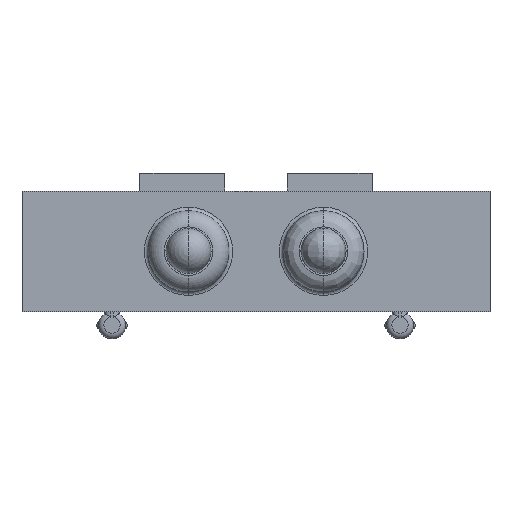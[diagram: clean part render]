
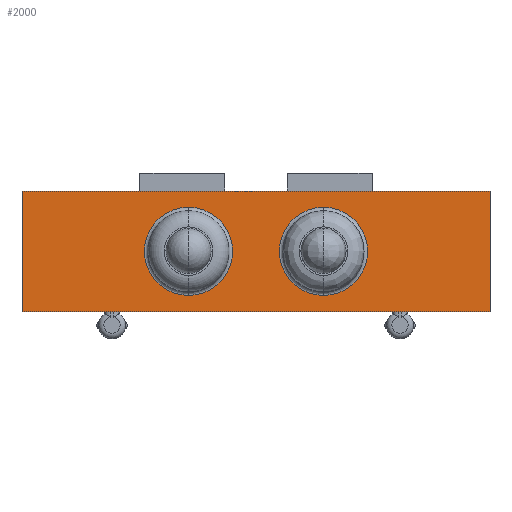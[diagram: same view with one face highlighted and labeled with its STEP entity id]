
A CAD part, top view. The second image highlights one B-rep face of the part: STEP entity #2000.
In plain terms, the highlighted planar face has unit normal (0, 0, 1).
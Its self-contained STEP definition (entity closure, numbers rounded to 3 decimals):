
#1317=CARTESIAN_POINT('',(-3.75,-2.449,7.2));
#1318=VERTEX_POINT('',#1317);
#1326=CARTESIAN_POINT('',(-3.75,2.449,7.2));
#1327=VERTEX_POINT('',#1326);
#1328=CARTESIAN_POINT('',(-3.75,0.,7.2));
#1329=DIRECTION('',(0.0,0.0,1.0));
#1330=DIRECTION('',(1.0,0.0,0.0));
#1331=AXIS2_PLACEMENT_3D('',#1328,#1329,#1330);
#1332=CIRCLE('',#1331,2.449);
#1333=EDGE_CURVE('',#1318,#1327,#1332,.T.);
#1718=CARTESIAN_POINT('',(3.75,-2.449,7.2));
#1719=VERTEX_POINT('',#1718);
#1727=CARTESIAN_POINT('',(3.75,2.449,7.2));
#1728=VERTEX_POINT('',#1727);
#1729=CARTESIAN_POINT('',(3.75,0.,7.2));
#1730=DIRECTION('',(0.0,0.0,-1.0));
#1731=DIRECTION('',(1.0,0.0,0.0));
#1732=AXIS2_PLACEMENT_3D('',#1729,#1730,#1731);
#1733=CIRCLE('',#1732,2.449);
#1734=EDGE_CURVE('',#1728,#1719,#1733,.T.);
#1809=CARTESIAN_POINT('',(1.301,0.,7.2));
#1810=VERTEX_POINT('',#1809);
#1811=CARTESIAN_POINT('',(3.75,0.,7.2));
#1812=DIRECTION('',(0.0,0.0,-1.0));
#1813=DIRECTION('',(1.0,0.0,0.0));
#1814=AXIS2_PLACEMENT_3D('',#1811,#1812,#1813);
#1815=CIRCLE('',#1814,2.449);
#1816=EDGE_CURVE('',#1810,#1728,#1815,.T.);
#1818=CARTESIAN_POINT('',(3.75,0.,7.2));
#1819=DIRECTION('',(0.0,0.0,-1.0));
#1820=DIRECTION('',(1.0,0.0,0.0));
#1821=AXIS2_PLACEMENT_3D('',#1818,#1819,#1820);
#1822=CIRCLE('',#1821,2.449);
#1823=EDGE_CURVE('',#1719,#1810,#1822,.T.);
#1937=CARTESIAN_POINT('',(0.,0.0,7.2));
#1938=DIRECTION('',(0.0,0.0,1.0));
#1939=DIRECTION('',(1.0,0.0,0.0));
#1940=AXIS2_PLACEMENT_3D('',#1937,#1938,#1939);
#1941=PLANE('',#1940);
#1942=CARTESIAN_POINT('',(13.,-3.35,7.2));
#1943=VERTEX_POINT('',#1942);
#1944=CARTESIAN_POINT('',(13.,3.35,7.2));
#1945=VERTEX_POINT('',#1944);
#1946=CARTESIAN_POINT('',(13.,-3.35,7.2));
#1947=DIRECTION('',(0.0,1.0,0.0));
#1948=VECTOR('',#1947,6.7);
#1949=LINE('',#1946,#1948);
#1950=EDGE_CURVE('',#1943,#1945,#1949,.T.);
#1951=ORIENTED_EDGE('',*,*,#1950,.T.);
#1952=CARTESIAN_POINT('',(-13.,3.35,7.2));
#1953=VERTEX_POINT('',#1952);
#1954=CARTESIAN_POINT('',(13.,3.35,7.2));
#1955=DIRECTION('',(-1.0,0.0,0.0));
#1956=VECTOR('',#1955,26.0);
#1957=LINE('',#1954,#1956);
#1958=EDGE_CURVE('',#1945,#1953,#1957,.T.);
#1959=ORIENTED_EDGE('',*,*,#1958,.T.);
#1960=CARTESIAN_POINT('',(-13.,-3.35,7.2));
#1961=VERTEX_POINT('',#1960);
#1962=CARTESIAN_POINT('',(-13.,3.35,7.2));
#1963=DIRECTION('',(0.0,-1.0,0.0));
#1964=VECTOR('',#1963,6.7);
#1965=LINE('',#1962,#1964);
#1966=EDGE_CURVE('',#1953,#1961,#1965,.T.);
#1967=ORIENTED_EDGE('',*,*,#1966,.T.);
#1968=CARTESIAN_POINT('',(-13.,-3.35,7.2));
#1969=DIRECTION('',(1.0,0.0,0.0));
#1970=VECTOR('',#1969,26.0);
#1971=LINE('',#1968,#1970);
#1972=EDGE_CURVE('',#1961,#1943,#1971,.T.);
#1973=ORIENTED_EDGE('',*,*,#1972,.T.);
#1974=EDGE_LOOP('',(#1951,#1959,#1967,#1973));
#1975=FACE_OUTER_BOUND('',#1974,.T.);
#1976=ORIENTED_EDGE('',*,*,#1816,.T.);
#1977=ORIENTED_EDGE('',*,*,#1734,.T.);
#1978=ORIENTED_EDGE('',*,*,#1823,.T.);
#1979=EDGE_LOOP('',(#1976,#1977,#1978));
#1980=FACE_BOUND('',#1979,.T.);
#1981=CARTESIAN_POINT('',(-6.199,0.,7.2));
#1982=VERTEX_POINT('',#1981);
#1983=CARTESIAN_POINT('',(-3.75,0.,7.2));
#1984=DIRECTION('',(0.0,0.0,1.0));
#1985=DIRECTION('',(1.0,0.0,0.0));
#1986=AXIS2_PLACEMENT_3D('',#1983,#1984,#1985);
#1987=CIRCLE('',#1986,2.449);
#1988=EDGE_CURVE('',#1982,#1318,#1987,.T.);
#1989=ORIENTED_EDGE('',*,*,#1988,.F.);
#1990=CARTESIAN_POINT('',(-3.75,0.,7.2));
#1991=DIRECTION('',(0.0,0.0,1.0));
#1992=DIRECTION('',(1.0,0.0,0.0));
#1993=AXIS2_PLACEMENT_3D('',#1990,#1991,#1992);
#1994=CIRCLE('',#1993,2.449);
#1995=EDGE_CURVE('',#1327,#1982,#1994,.T.);
#1996=ORIENTED_EDGE('',*,*,#1995,.F.);
#1997=ORIENTED_EDGE('',*,*,#1333,.F.);
#1998=EDGE_LOOP('',(#1989,#1996,#1997));
#1999=FACE_BOUND('',#1998,.T.);
#2000=ADVANCED_FACE('',(#1975,#1980,#1999),#1941,.T.);
